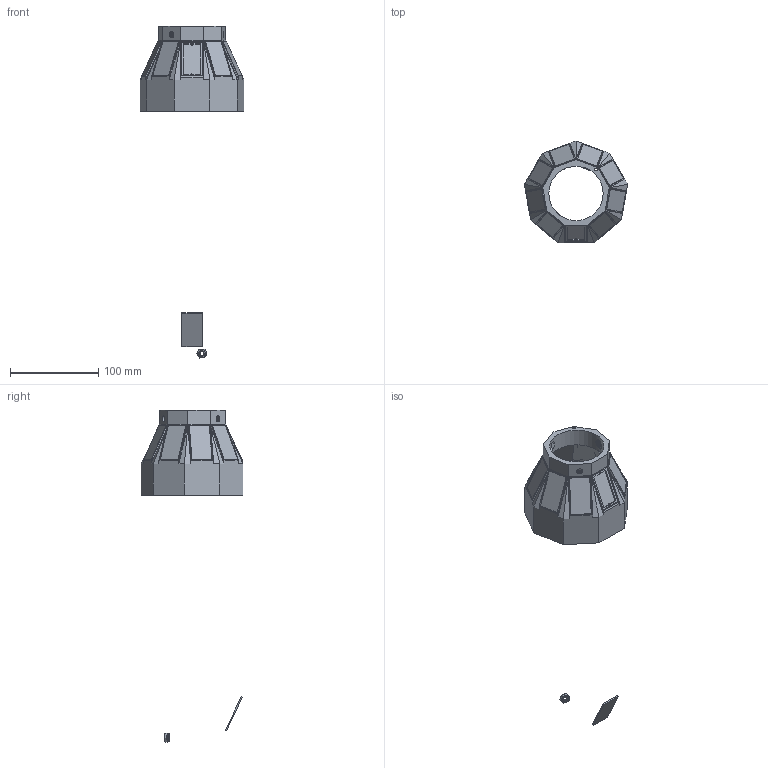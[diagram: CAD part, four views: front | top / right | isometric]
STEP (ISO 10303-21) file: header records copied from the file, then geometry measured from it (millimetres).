
FILE_DESCRIPTION(/* description */ ('','CAx-IF Rec.Pracs.---Representation and Presentation of Product Manufacturing Information (PMI)---4.0---2014-10-13'),/* implementation_level */ '2;1');
FILE_NAME(/* name */ 'Buoy v3 (75 degree inclined).step',/* time_stamp */ '2025-03-11T15:31:31-04:00',/* author */ (''),/* organization */ (''),/* preprocessor_version */ 'ST-DEVELOPER v20',/* originating_system */ 'Autodesk Translation Framework v13.20.0.188',/* authorisation */ '');
FILE_SCHEMA (('AP242_MANAGED_MODEL_BASED_3D_ENGINEERING_MIM_LF { 1 0 10303 442 1 1 4 }'));
Length unit declared in the file: millimetre
Products named in the file (4): Buoy v3; accessories; Solar panel (1); GRAINGER-38DG47
Assembly tree (13 placements, depth 3):
  Buoy v3
    accessories
      Solar panel (1)  x9
    GRAINGER-38DG47  x3
Bounding box: 116.83 x 115.06 x 375.59 mm (x, y, z)
Volume: 110248 mm3; surface area: 97254.6 mm2
Topology: 13 solids, 13 shells, 429 faces, 1170 edges, 770 vertices
Faces by surface type: plane 291, bspline 54, cylinder 42, cone 42
Full cylindrical faces by diameter (mm): 1.98 x9, 2 x9, 3 x1, 4.917 x3, 7 x3, 61.458 x1, 78.102 x1
Entity records: 14738 total; most frequent: CARTESIAN_POINT 6692, ORIENTED_EDGE 1840, DIRECTION 1316, EDGE_CURVE 920, VERTEX_POINT 610, LINE 560, VECTOR 560, AXIS2_PLACEMENT_3D 378
